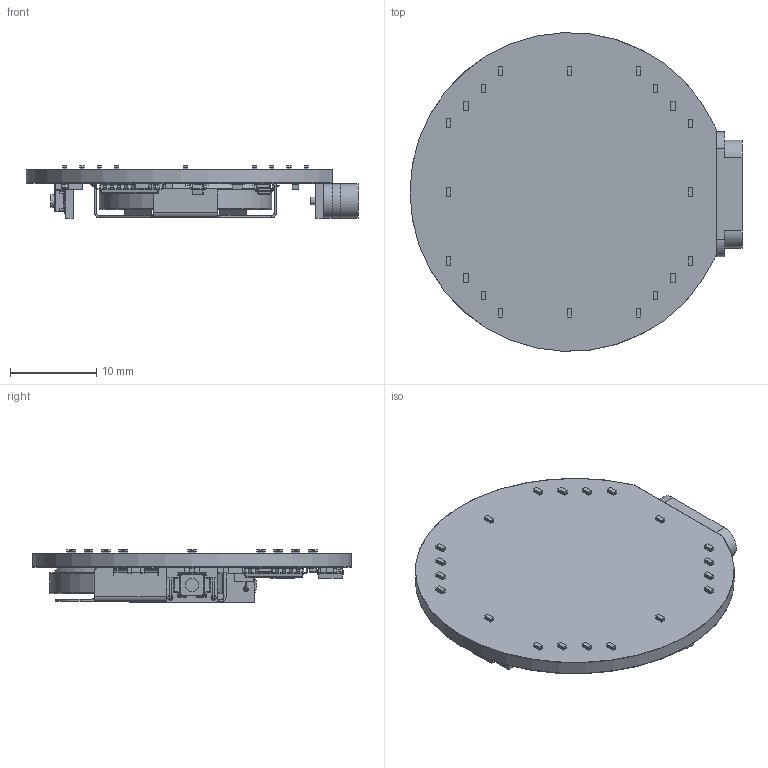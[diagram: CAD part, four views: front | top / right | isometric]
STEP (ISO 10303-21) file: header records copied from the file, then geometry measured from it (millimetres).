
FILE_DESCRIPTION(('KiCad electronic assembly'),'2;1');
FILE_NAME('Complete v2.0.step','2025-08-01T00:14:41',('Pcbnew'),('Kicad' ),'Open CASCADE STEP processor 7.8','KiCad to STEP converter', 'Unknown');
FILE_SCHEMA(('AUTOMOTIVE_DESIGN { 1 0 10303 214 1 1 1 1 }'));
Length unit declared in the file: millimetre
Products named in the file (55): Complete v2.0 1; WL-SMCC_0402; Body; Contact; Linse; button_board; Button_Breakout_copper; Button_Breakout_pad; Button_Breakout_via; Button_Breakout_silkscreen; Button_Breakout_PCB; B3U-1100P; SOT-23; D_SOD-523; POGO2_Female; POGO_board; Pogo_Breakout_copper; Pogo_Breakout_via; Pogo_Breakout_PCB; RN73H1JTTD5052F50; BAT-HLD-003-SMT_CUT; LIR2032; RMCF0603FT300K; GRM21BC81E106ME51K; RC1206FR-07120KL; TQFP-32_7x7mm_P0.8mm; TPS7A0230PDBVR; BODY-SOT; LEAD-SOT; LEAD-DUMMY; Complete v2.0_soldermask; Complete v2.0_PCB
Assembly tree (80 placements, depth 3):
  Complete v2.0 1
    WL-SMCC_0402  x20
      Body
      Body
      Body
      Body
      Body
      Body
      Body
      Body
      Body
      Contact
      Contact
      Contact
      Contact
      Contact
      Contact
      Contact
      Contact
      Linse
      Linse
      Linse
      Linse
      Linse
      Linse
      Linse
      Linse
      Linse
    button_board
      Button_Breakout_copper
      Button_Breakout_pad
      Button_Breakout_via
      Button_Breakout_silkscreen
      Button_Breakout_PCB
    B3U-1100P
    SOT-23
    D_SOD-523  x2
    POGO2_Female
    POGO_board
      Pogo_Breakout_copper
      Pogo_Breakout_via
      Pogo_Breakout_PCB
    RN73H1JTTD5052F50  x2
    BAT-HLD-003-SMT_CUT
    LIR2032
    RMCF0603FT300K  x2
    GRM21BC81E106ME51K
    RC1206FR-07120KL
    TQFP-32_7x7mm_P0.8mm
    TPS7A0230PDBVR
      BODY-SOT
      LEAD-SOT  x5
      LEAD-DUMMY
    Complete v2.0_soldermask
    Complete v2.0_PCB
Bounding box: 38.49 x 36.95 x 6.08 mm (x, y, z)
Volume: 3018.1 mm3; surface area: 7180.5 mm2
Topology: 583 solids, 589 shells, 6416 faces, 15336 edges, 10115 vertices
Faces by surface type: plane 5299, cylinder 984, bspline 111, sphere 16, torus 6
Full cylindrical faces by diameter (mm): 0.25 x4, 0.3 x16, 0.5 x1, 0.95 x2, 1 x8, 1.25 x2
Entity records: 58116 total; most frequent: CARTESIAN_POINT 12089, ORIENTED_EDGE 7997, DIRECTION 7780, EDGE_CURVE 4016, LINE 3144, VECTOR 3144, VERTEX_POINT 2579, AXIS2_PLACEMENT_3D 2318
